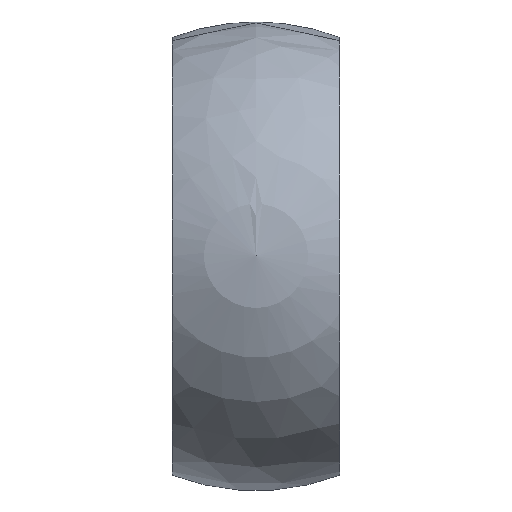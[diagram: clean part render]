
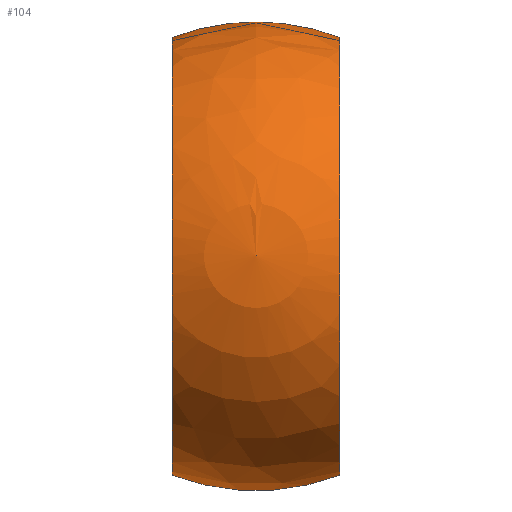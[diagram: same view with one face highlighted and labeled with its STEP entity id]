
A CAD part, top view. The second image highlights one B-rep face of the part: STEP entity #104.
In plain terms, the highlighted spherical face has radius 70 mm.
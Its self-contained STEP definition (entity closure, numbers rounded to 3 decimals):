
#11 = CARTESIAN_POINT ( 'NONE',  ( 25., 0., 0. ) ) ;
#19 = DIRECTION ( 'NONE',  ( 0., 0., 1. ) ) ;
#22 = SPHERICAL_SURFACE ( 'NONE', #250, 70. ) ;
#26 = ORIENTED_EDGE ( 'NONE', *, *, #230, .T. ) ;
#32 = VERTEX_POINT ( 'NONE', #132 ) ;
#34 = CARTESIAN_POINT ( 'NONE',  ( -25., 65.383, 0. ) ) ;
#44 = DIRECTION ( 'NONE',  ( 0., 1., 0. ) ) ;
#53 = AXIS2_PLACEMENT_3D ( 'NONE', #11, #192, #171 ) ;
#54 = DIRECTION ( 'NONE',  ( 0., 0., -1. ) ) ;
#61 = VERTEX_POINT ( 'NONE', #206 ) ;
#67 = VERTEX_POINT ( 'NONE', #125 ) ;
#79 = FACE_OUTER_BOUND ( 'NONE', #218, .T. ) ;
#81 = DIRECTION ( 'NONE',  ( 0., 0., 1. ) ) ;
#90 = EDGE_CURVE ( 'NONE', #67, #187, #176, .T. ) ;
#96 = CARTESIAN_POINT ( 'NONE',  ( 0., 0., 0. ) ) ;
#99 = ORIENTED_EDGE ( 'NONE', *, *, #90, .F. ) ;
#104 = ADVANCED_FACE ( 'NONE', ( #79 ), #22, .T. ) ;
#115 = CIRCLE ( 'NONE', #222, 70. ) ;
#117 = DIRECTION ( 'NONE',  ( 0., 1., 0. ) ) ;
#118 = EDGE_CURVE ( 'NONE', #61, #67, #115, .T. ) ;
#125 = CARTESIAN_POINT ( 'NONE',  ( -25., -65.383, 0. ) ) ;
#127 = EDGE_CURVE ( 'NONE', #32, #187, #155, .T. ) ;
#132 = CARTESIAN_POINT ( 'NONE',  ( 25., 65.383, 0. ) ) ;
#139 = CARTESIAN_POINT ( 'NONE',  ( 0., 0., 0. ) ) ;
#141 = AXIS2_PLACEMENT_3D ( 'NONE', #240, #219, #81 ) ;
#145 = DIRECTION ( 'NONE',  ( 0., 0., -1. ) ) ;
#155 = CIRCLE ( 'NONE', #161, 70. ) ;
#161 = AXIS2_PLACEMENT_3D ( 'NONE', #96, #19, #214 ) ;
#163 = CARTESIAN_POINT ( 'NONE',  ( 0., 0., 0. ) ) ;
#171 = DIRECTION ( 'NONE',  ( 0., 0., 1. ) ) ;
#176 = CIRCLE ( 'NONE', #141, 65.383 ) ;
#187 = VERTEX_POINT ( 'NONE', #34 ) ;
#192 = DIRECTION ( 'NONE',  ( -1., 0., 0. ) ) ;
#200 = ORIENTED_EDGE ( 'NONE', *, *, #127, .T. ) ;
#203 = ORIENTED_EDGE ( 'NONE', *, *, #118, .F. ) ;
#206 = CARTESIAN_POINT ( 'NONE',  ( 25., -65.383, 0. ) ) ;
#214 = DIRECTION ( 'NONE',  ( 1., 0., 0. ) ) ;
#215 = CIRCLE ( 'NONE', #53, 65.383 ) ;
#218 = EDGE_LOOP ( 'NONE', ( #203, #26, #200, #99 ) ) ;
#219 = DIRECTION ( 'NONE',  ( -1., 0., 0. ) ) ;
#222 = AXIS2_PLACEMENT_3D ( 'NONE', #139, #54, #117 ) ;
#230 = EDGE_CURVE ( 'NONE', #61, #32, #215, .T. ) ;
#240 = CARTESIAN_POINT ( 'NONE',  ( -25., 0., 0. ) ) ;
#250 = AXIS2_PLACEMENT_3D ( 'NONE', #163, #145, #44 ) ;
